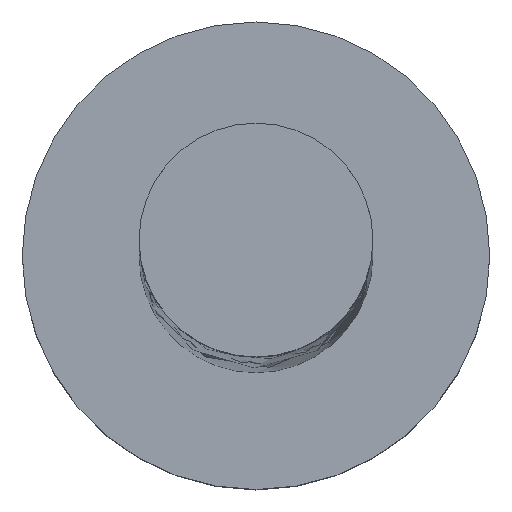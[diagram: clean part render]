
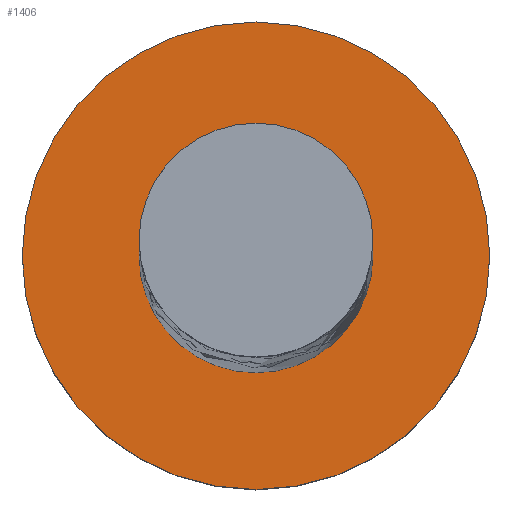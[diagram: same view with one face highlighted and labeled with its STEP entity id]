
A CAD part, top view. The second image highlights one B-rep face of the part: STEP entity #1406.
In plain terms, the highlighted planar face has unit normal (0, 0, 1).
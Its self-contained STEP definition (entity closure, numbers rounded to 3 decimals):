
#28 = CARTESIAN_POINT ( 'NONE',  ( -2., 0., 2. ) ) ;
#31 = ORIENTED_EDGE ( 'NONE', *, *, #524, .T. ) ;
#125 = EDGE_CURVE ( 'NONE', #319, #172, #1340, .T. ) ;
#149 = EDGE_LOOP ( 'NONE', ( #31, #606 ) ) ;
#172 = VERTEX_POINT ( 'NONE', #736 ) ;
#190 = EDGE_LOOP ( 'NONE', ( #624, #771 ) ) ;
#232 = CARTESIAN_POINT ( 'NONE',  ( 0., 0., 2. ) ) ;
#262 = CARTESIAN_POINT ( 'NONE',  ( 0., 0., 2. ) ) ;
#286 = AXIS2_PLACEMENT_3D ( 'NONE', #453, #701, #1344 ) ;
#319 = VERTEX_POINT ( 'NONE', #561 ) ;
#364 = EDGE_CURVE ( 'NONE', #172, #319, #733, .T. ) ;
#366 = DIRECTION ( 'NONE',  ( 0., 0., 1. ) ) ;
#453 = CARTESIAN_POINT ( 'NONE',  ( 0., 0., 2. ) ) ;
#463 = CARTESIAN_POINT ( 'NONE',  ( 0., 0., 2. ) ) ;
#517 = DIRECTION ( 'NONE',  ( 0., 0., 1. ) ) ;
#524 = EDGE_CURVE ( 'NONE', #880, #648, #594, .T. ) ;
#561 = CARTESIAN_POINT ( 'NONE',  ( -1., 0., 2. ) ) ;
#587 = AXIS2_PLACEMENT_3D ( 'NONE', #463, #366, #1011 ) ;
#594 = CIRCLE ( 'NONE', #785, 2. ) ;
#606 = ORIENTED_EDGE ( 'NONE', *, *, #1297, .T. ) ;
#624 = ORIENTED_EDGE ( 'NONE', *, *, #125, .F. ) ;
#646 = CARTESIAN_POINT ( 'NONE',  ( 0., 0., 2. ) ) ;
#648 = VERTEX_POINT ( 'NONE', #1154 ) ;
#687 = DIRECTION ( 'NONE',  ( 1., 0., 0. ) ) ;
#700 = FACE_OUTER_BOUND ( 'NONE', #149, .T. ) ;
#701 = DIRECTION ( 'NONE',  ( 0., 0., 1. ) ) ;
#727 = DIRECTION ( 'NONE',  ( 0., 0., 1. ) ) ;
#733 = CIRCLE ( 'NONE', #286, 1. ) ;
#736 = CARTESIAN_POINT ( 'NONE',  ( 1., 0., 2. ) ) ;
#771 = ORIENTED_EDGE ( 'NONE', *, *, #364, .F. ) ;
#785 = AXIS2_PLACEMENT_3D ( 'NONE', #262, #727, #839 ) ;
#838 = DIRECTION ( 'NONE',  ( 1., 0., 0. ) ) ;
#839 = DIRECTION ( 'NONE',  ( 1., 0., 0. ) ) ;
#876 = AXIS2_PLACEMENT_3D ( 'NONE', #232, #916, #687 ) ;
#880 = VERTEX_POINT ( 'NONE', #28 ) ;
#916 = DIRECTION ( 'NONE',  ( 0., 0., 1. ) ) ;
#1011 = DIRECTION ( 'NONE',  ( 1., 0., 0. ) ) ;
#1154 = CARTESIAN_POINT ( 'NONE',  ( 2., 0., 2. ) ) ;
#1229 = FACE_BOUND ( 'NONE', #190, .T. ) ;
#1235 = PLANE ( 'NONE',  #587 ) ;
#1297 = EDGE_CURVE ( 'NONE', #648, #880, #1432, .T. ) ;
#1340 = CIRCLE ( 'NONE', #1361, 1. ) ;
#1344 = DIRECTION ( 'NONE',  ( 1., 0., 0. ) ) ;
#1361 = AXIS2_PLACEMENT_3D ( 'NONE', #646, #517, #838 ) ;
#1406 = ADVANCED_FACE ( 'NONE', ( #1229, #700 ), #1235, .T. ) ;
#1432 = CIRCLE ( 'NONE', #876, 2. ) ;
